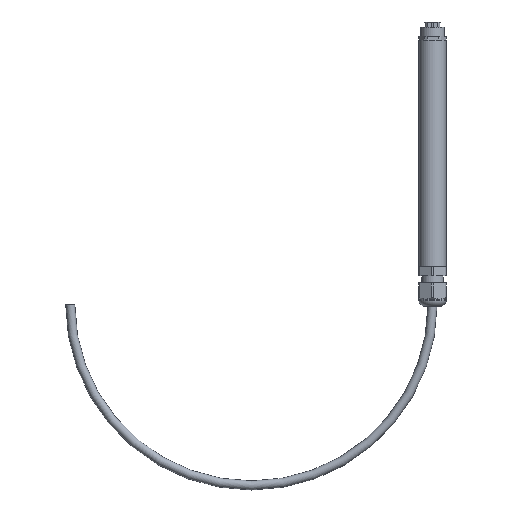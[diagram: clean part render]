
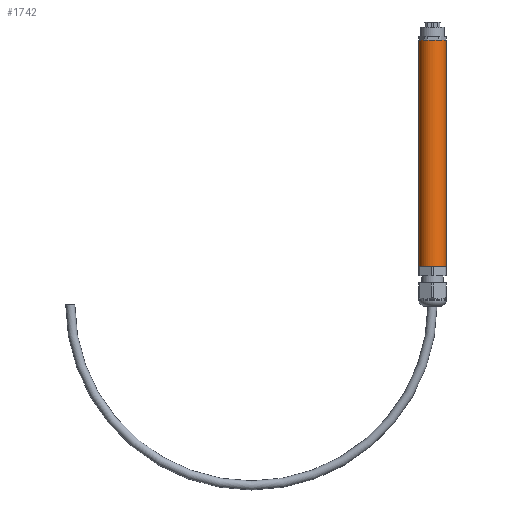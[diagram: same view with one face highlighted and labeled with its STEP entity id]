
A CAD part, front view. The second image highlights one B-rep face of the part: STEP entity #1742.
In plain terms, the highlighted cylindrical face has radius 7.5 mm (diameter 15 mm), a full revolution.
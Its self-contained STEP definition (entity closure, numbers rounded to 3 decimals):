
#122=CYLINDRICAL_SURFACE('',#1994,7.5);
#252=FACE_OUTER_BOUND('',#382,.T.);
#382=EDGE_LOOP('',(#1574,#1575,#1576,#1577));
#498=LINE('',#3104,#612);
#612=VECTOR('',#2540,7.5);
#709=CIRCLE('',#1990,7.5);
#712=CIRCLE('',#1995,7.5);
#862=VERTEX_POINT('',#3094);
#865=VERTEX_POINT('',#3103);
#1098=EDGE_CURVE('',#862,#862,#709,.T.);
#1102=EDGE_CURVE('',#862,#865,#498,.T.);
#1103=EDGE_CURVE('',#865,#865,#712,.T.);
#1574=ORIENTED_EDGE('',*,*,#1098,.F.);
#1575=ORIENTED_EDGE('',*,*,#1102,.T.);
#1576=ORIENTED_EDGE('',*,*,#1103,.T.);
#1577=ORIENTED_EDGE('',*,*,#1102,.F.);
#1742=ADVANCED_FACE('',(#252),#122,.T.);
#1990=AXIS2_PLACEMENT_3D('',#3095,#2529,#2530);
#1994=AXIS2_PLACEMENT_3D('',#3102,#2538,#2539);
#1995=AXIS2_PLACEMENT_3D('',#3105,#2541,#2542);
#2529=DIRECTION('center_axis',(0.,0.,1.));
#2530=DIRECTION('ref_axis',(-1.,0.,0.));
#2538=DIRECTION('center_axis',(0.,0.,1.));
#2539=DIRECTION('ref_axis',(1.,0.,0.));
#2540=DIRECTION('',(0.,0.,-1.));
#2541=DIRECTION('center_axis',(0.,0.,1.));
#2542=DIRECTION('ref_axis',(1.,0.,0.));
#3094=CARTESIAN_POINT('',(-7.5,0.,125.));
#3095=CARTESIAN_POINT('Origin',(0.,0.,125.));
#3102=CARTESIAN_POINT('Origin',(0.,0.,0.));
#3103=CARTESIAN_POINT('',(-7.5,0.,0.));
#3104=CARTESIAN_POINT('',(-7.5,0.,0.));
#3105=CARTESIAN_POINT('Origin',(0.,0.,0.));
